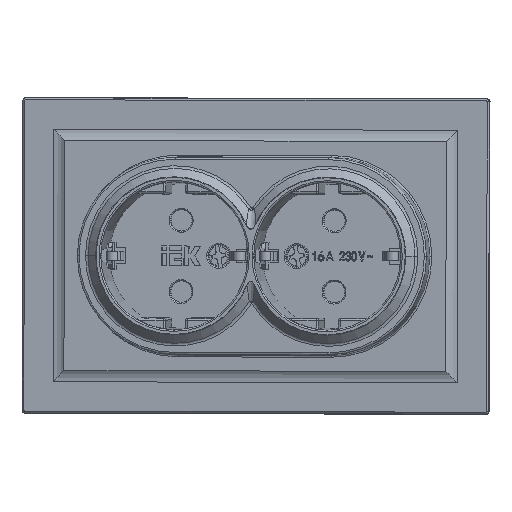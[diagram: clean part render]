
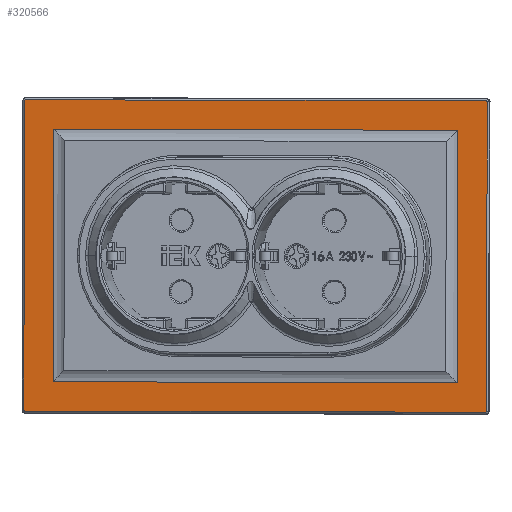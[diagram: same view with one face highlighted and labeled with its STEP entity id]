
A CAD part, top view. The second image highlights one B-rep face of the part: STEP entity #320566.
In plain terms, the highlighted face is planar.
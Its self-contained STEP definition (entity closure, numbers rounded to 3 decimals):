
#2569 = CARTESIAN_POINT ( 'NONE',  ( 0., 0., 0. ) ) ;
#3675 = CARTESIAN_POINT ( 'NONE',  ( 0.245, 0.138, 0.02 ) ) ;
#9069 = B_SPLINE_CURVE_WITH_KNOTS ( 'NONE', 3,
 ( #90760, #121039, #3675, #348285, #119156, #297087 ),
 .UNSPECIFIED., .F., .F.,
 ( 4, 2, 4 ),
 ( 0., 0.5, 1. ),
 .UNSPECIFIED. ) ;
#19968 = VERTEX_POINT ( 'NONE', #2569 ) ;
#26837 = VERTEX_POINT ( 'NONE', #346175 ) ;
#30126 = EDGE_CURVE ( 'NONE', #342120, #77483, #311396, .T. ) ;
#32645 = ORIENTED_EDGE ( 'NONE', *, *, #155386, .T. ) ;
#35342 = DIRECTION ( 'NONE',  ( -0.999, 0.003, -0.052 ) ) ;
#39020 = LINE ( 'NONE', #245285, #111417 ) ;
#42995 = AXIS2_PLACEMENT_3D ( 'NONE', #302156, #270051, #35342 ) ;
#44255 = ORIENTED_EDGE ( 'NONE', *, *, #73788, .F. ) ;
#45947 = B_SPLINE_CURVE_WITH_KNOTS ( 'NONE', 3,
 ( #165997, #86339, #78915, #114745, #283360, #345761 ),
 .UNSPECIFIED., .F., .F.,
 ( 4, 2, 4 ),
 ( 0., 0.5, 1. ),
 .UNSPECIFIED. ) ;
#46313 = DIRECTION ( 'NONE',  ( 0.999, -0.003, 0.052 ) ) ;
#56108 = CARTESIAN_POINT ( 'NONE',  ( -7.548, 75.035, 3.531 ) ) ;
#56490 = ORIENTED_EDGE ( 'NONE', *, *, #263454, .F. ) ;
#57161 = DIRECTION ( 'NONE',  ( -0.999, 0.003, -0.052 ) ) ;
#65081 = LINE ( 'NONE', #358467, #224224 ) ;
#73788 = EDGE_CURVE ( 'NONE', #75243, #26837, #100704, .T. ) ;
#75243 = VERTEX_POINT ( 'NONE', #316002 ) ;
#77483 = VERTEX_POINT ( 'NONE', #56108 ) ;
#78915 = CARTESIAN_POINT ( 'NONE',  ( -123.375, 83.143, -2.123 ) ) ;
#84085 = CARTESIAN_POINT ( 'NONE',  ( -123.375, 0.367, -6.455 ) ) ;
#86339 = CARTESIAN_POINT ( 'NONE',  ( -123.304, 83.172, -2.118 ) ) ;
#87843 = DIRECTION ( 'NONE',  ( 0., 0.999, 0.052 ) ) ;
#90760 = CARTESIAN_POINT ( 'NONE',  ( 0.272, 0.272, 0.029 ) ) ;
#93397 = DIRECTION ( 'NONE',  ( 0., -0.999, -0.052 ) ) ;
#97596 = VERTEX_POINT ( 'NONE', #223093 ) ;
#98215 = CARTESIAN_POINT ( 'NONE',  ( 0.272, 0.272, 0.029 ) ) ;
#100704 = B_SPLINE_CURVE_WITH_KNOTS ( 'NONE', 3,
 ( #108782, #173050, #370067, #84085, #110622, #226138 ),
 .UNSPECIFIED., .F., .F.,
 ( 4, 2, 4 ),
 ( 0., 0.5, 1. ),
 .UNSPECIFIED. ) ;
#102305 = ORIENTED_EDGE ( 'NONE', *, *, #323224, .F. ) ;
#108782 = CARTESIAN_POINT ( 'NONE',  ( -123.505, 0.611, -6.45 ) ) ;
#110460 = ORIENTED_EDGE ( 'NONE', *, *, #199498, .T. ) ;
#110622 = CARTESIAN_POINT ( 'NONE',  ( -123.304, 0.337, -6.453 ) ) ;
#110886 = VECTOR ( 'NONE', #57161, 1000. ) ;
#111407 = CARTESIAN_POINT ( 'NONE',  ( 0.272, 82.561, 4.335 ) ) ;
#111417 = VECTOR ( 'NONE', #181049, 1000. ) ;
#112519 = CARTESIAN_POINT ( 'NONE',  ( 0.273, 82.633, 4.339 ) ) ;
#113752 = CARTESIAN_POINT ( 'NONE',  ( -115.685, 8.137, -5.645 ) ) ;
#114745 = CARTESIAN_POINT ( 'NONE',  ( -123.476, 83.042, -2.134 ) ) ;
#115758 = ORIENTED_EDGE ( 'NONE', *, *, #323830, .T. ) ;
#118135 = CARTESIAN_POINT ( 'NONE',  ( 0.133, 82.807, 4.341 ) ) ;
#119156 = CARTESIAN_POINT ( 'NONE',  ( 0.072, 0., 0.004 ) ) ;
#121039 = CARTESIAN_POINT ( 'NONE',  ( 0.273, 0.201, 0.025 ) ) ;
#124931 = DIRECTION ( 'NONE',  ( 0., -0.999, -0.052 ) ) ;
#133084 = VERTEX_POINT ( 'NONE', #242149 ) ;
#133641 = VERTEX_POINT ( 'NONE', #98215 ) ;
#136441 = VECTOR ( 'NONE', #93397, 1000. ) ;
#152154 = VECTOR ( 'NONE', #46313, 1000. ) ;
#154525 = PLANE ( 'NONE',  #42995 ) ;
#155386 = EDGE_CURVE ( 'NONE', #193474, #342120, #205830, .T. ) ;
#164332 = CARTESIAN_POINT ( 'NONE',  ( -115.685, 75.331, -2.129 ) ) ;
#165997 = CARTESIAN_POINT ( 'NONE',  ( -123.233, 83.172, -2.114 ) ) ;
#172670 = LINE ( 'NONE', #290045, #110886 ) ;
#173050 = CARTESIAN_POINT ( 'NONE',  ( -123.506, 0.539, -6.453 ) ) ;
#173243 = EDGE_CURVE ( 'NONE', #215083, #264769, #346545, .T. ) ;
#174039 = EDGE_CURVE ( 'NONE', #193474, #244576, #65081, .T. ) ;
#176833 = CARTESIAN_POINT ( 'NONE',  ( 0.245, 82.697, 4.341 ) ) ;
#179602 = VECTOR ( 'NONE', #330132, 1000. ) ;
#181049 = DIRECTION ( 'NONE',  ( -0.999, 0.003, -0.052 ) ) ;
#186440 = ORIENTED_EDGE ( 'NONE', *, *, #173243, .T. ) ;
#186654 = FACE_BOUND ( 'NONE', #308272, .T. ) ;
#191467 = VECTOR ( 'NONE', #124931, 1000. ) ;
#193474 = VERTEX_POINT ( 'NONE', #113752 ) ;
#196702 = EDGE_CURVE ( 'NONE', #77483, #244576, #39020, .T. ) ;
#199498 = EDGE_CURVE ( 'NONE', #19968, #26837, #172670, .T. ) ;
#205830 = LINE ( 'NONE', #264522, #179602 ) ;
#208312 = LINE ( 'NONE', #295396, #191467 ) ;
#211210 = ORIENTED_EDGE ( 'NONE', *, *, #326967, .T. ) ;
#215083 = VERTEX_POINT ( 'NONE', #362887 ) ;
#219389 = CARTESIAN_POINT ( 'NONE',  ( -7.548, 7.841, 0.014 ) ) ;
#223093 = CARTESIAN_POINT ( 'NONE',  ( -123.233, 83.172, -2.114 ) ) ;
#224224 = VECTOR ( 'NONE', #241098, 1000. ) ;
#226138 = CARTESIAN_POINT ( 'NONE',  ( -123.233, 0.338, -6.45 ) ) ;
#228036 = CARTESIAN_POINT ( 'NONE',  ( 0.272, 82.561, 4.335 ) ) ;
#241027 = CARTESIAN_POINT ( 'NONE',  ( 0.272, 41.416, 2.182 ) ) ;
#241098 = DIRECTION ( 'NONE',  ( 0., 0.999, 0.052 ) ) ;
#242149 = CARTESIAN_POINT ( 'NONE',  ( -123.505, 82.9, -2.143 ) ) ;
#244576 = VERTEX_POINT ( 'NONE', #164332 ) ;
#245285 = CARTESIAN_POINT ( 'NONE',  ( -52.486, 75.158, 1.179 ) ) ;
#260203 = CARTESIAN_POINT ( 'NONE',  ( 0., 82.834, 4.335 ) ) ;
#263454 = EDGE_CURVE ( 'NONE', #133084, #75243, #208312, .T. ) ;
#264522 = CARTESIAN_POINT ( 'NONE',  ( -111.69, 8.126, -5.436 ) ) ;
#264769 = VERTEX_POINT ( 'NONE', #111407 ) ;
#268188 = FACE_OUTER_BOUND ( 'NONE', #331616, .T. ) ;
#270051 = DIRECTION ( 'NONE',  ( 0.052, 0.052, -0.997 ) ) ;
#273595 = CARTESIAN_POINT ( 'NONE',  ( -82.088, 83.059, 0.039 ) ) ;
#283360 = CARTESIAN_POINT ( 'NONE',  ( -123.506, 82.972, -2.139 ) ) ;
#290045 = CARTESIAN_POINT ( 'NONE',  ( -82.088, 0.225, -4.296 ) ) ;
#295396 = CARTESIAN_POINT ( 'NONE',  ( -123.505, 41.755, -4.296 ) ) ;
#297087 = CARTESIAN_POINT ( 'NONE',  ( 0., 0., 0. ) ) ;
#302156 = CARTESIAN_POINT ( 'NONE',  ( -82.088, 41.642, -2.129 ) ) ;
#305529 = ORIENTED_EDGE ( 'NONE', *, *, #196702, .T. ) ;
#308272 = EDGE_LOOP ( 'NONE', ( #365908, #305529, #365320, #32645 ) ) ;
#311396 = LINE ( 'NONE', #343525, #373169 ) ;
#316002 = CARTESIAN_POINT ( 'NONE',  ( -123.505, 0.611, -6.45 ) ) ;
#320566 = ADVANCED_FACE ( 'NONE', ( #186654, #268188 ), #154525, .T. ) ;
#323224 = EDGE_CURVE ( 'NONE', #97596, #133084, #45947, .T. ) ;
#323830 = EDGE_CURVE ( 'NONE', #97596, #215083, #326681, .T. ) ;
#326257 = LINE ( 'NONE', #241027, #136441 ) ;
#326681 = LINE ( 'NONE', #273595, #152154 ) ;
#326967 = EDGE_CURVE ( 'NONE', #133641, #19968, #9069, .T. ) ;
#330132 = DIRECTION ( 'NONE',  ( 0.999, -0.003, 0.052 ) ) ;
#331616 = EDGE_LOOP ( 'NONE', ( #110460, #44255, #56490, #102305, #115758, #186440, #354299, #211210 ) ) ;
#342120 = VERTEX_POINT ( 'NONE', #219389 ) ;
#343525 = CARTESIAN_POINT ( 'NONE',  ( -7.548, 71.04, 3.322 ) ) ;
#345761 = CARTESIAN_POINT ( 'NONE',  ( -123.505, 82.9, -2.143 ) ) ;
#346175 = CARTESIAN_POINT ( 'NONE',  ( -123.233, 0.338, -6.45 ) ) ;
#346545 = B_SPLINE_CURVE_WITH_KNOTS ( 'NONE', 3,
 ( #260203, #370106, #118135, #176833, #112519, #228036 ),
 .UNSPECIFIED., .F., .F.,
 ( 4, 2, 4 ),
 ( 0., 0.5, 1. ),
 .UNSPECIFIED. ) ;
#348285 = CARTESIAN_POINT ( 'NONE',  ( 0.136, 0.027, 0.009 ) ) ;
#354299 = ORIENTED_EDGE ( 'NONE', *, *, #367175, .T. ) ;
#358467 = CARTESIAN_POINT ( 'NONE',  ( -115.685, 71.336, -2.338 ) ) ;
#362887 = CARTESIAN_POINT ( 'NONE',  ( 0., 82.834, 4.335 ) ) ;
#365320 = ORIENTED_EDGE ( 'NONE', *, *, #174039, .F. ) ;
#365908 = ORIENTED_EDGE ( 'NONE', *, *, #30126, .T. ) ;
#367175 = EDGE_CURVE ( 'NONE', #264769, #133641, #326257, .T. ) ;
#370067 = CARTESIAN_POINT ( 'NONE',  ( -123.476, 0.468, -6.455 ) ) ;
#370106 = CARTESIAN_POINT ( 'NONE',  ( 0.07, 82.834, 4.339 ) ) ;
#373169 = VECTOR ( 'NONE', #87843, 1000. ) ;
